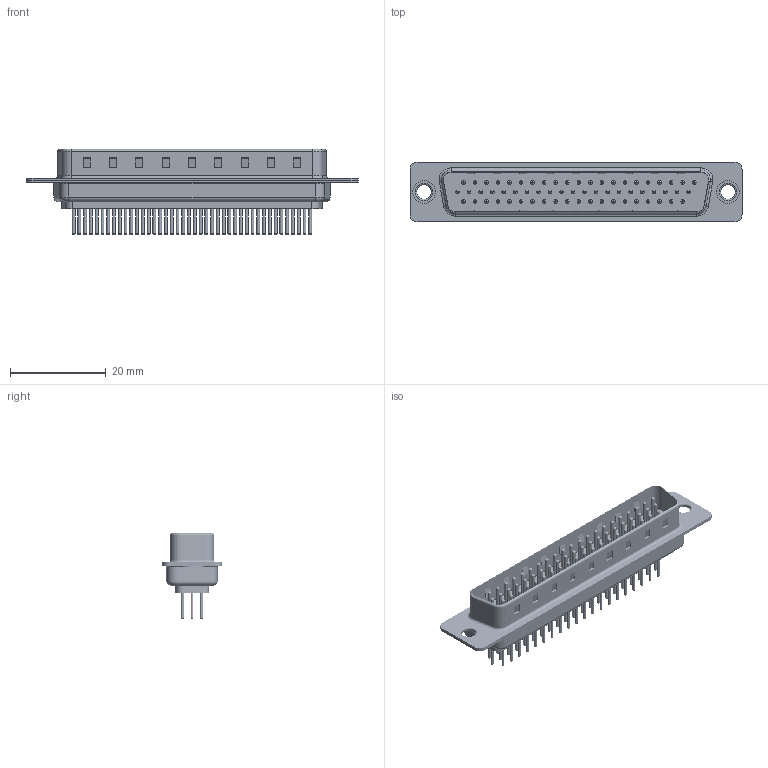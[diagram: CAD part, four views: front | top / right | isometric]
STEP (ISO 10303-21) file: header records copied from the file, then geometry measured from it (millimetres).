
FILE_DESCRIPTION (( 'STEP AP203' ), '1' );
FILE_NAME ('637-M62-230-BN1.STEP', '2018-11-20T01:56:59', ( '' ), ( '' ), 'SwSTEP 2.0', 'SolidWorks 2016', '' );
FILE_SCHEMA (( 'CONFIG_CONTROL_DESIGN' ));
Length unit declared in the file: millimetre
Products named in the file (8): 637M Shell Rear_62 Contacts; 637M Contact Row 1_30; 637M Contact Row 2_30; 637M Contact Row 3_30; 637M Thru Hole Rivet; 637-M62-230-BN1; 637M Housing_62 Contacts; 637M Shell Front_62 Contacts
Assembly tree (67 placements, depth 2):
  637-M62-230-BN1
    637M Housing_62 Contacts
    637M Shell Front_62 Contacts
    637M Shell Rear_62 Contacts
    637M Contact Row 1_30  x21
    637M Contact Row 2_30  x21
    637M Contact Row 3_30  x20
    637M Thru Hole Rivet  x2
Bounding box: 69.4 x 12.5 x 17.9 mm (x, y, z)
Volume: 3839.6 mm3; surface area: 11267.9 mm2
Topology: 67 solids, 67 shells, 2680 faces, 5563 edges, 3338 vertices
Faces by surface type: torus 1050, cylinder 993, plane 637
Entity records: 30634 total; most frequent: DIRECTION 5431, CARTESIAN_POINT 4728, ORIENTED_EDGE 4438, EDGE_CURVE 2219, AXIS2_PLACEMENT_3D 2208, VERTEX_POINT 1426, EDGE_LOOP 1265, CIRCLE 1189
